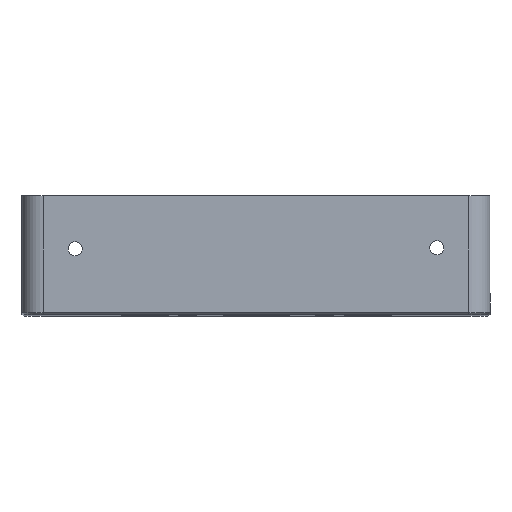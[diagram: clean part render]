
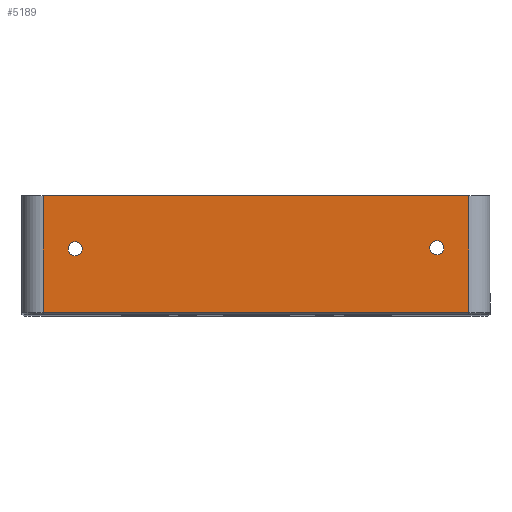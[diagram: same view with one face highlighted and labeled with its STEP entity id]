
A CAD part, top view. The second image highlights one B-rep face of the part: STEP entity #5189.
In plain terms, the highlighted planar face has unit normal (0, 0, 1).
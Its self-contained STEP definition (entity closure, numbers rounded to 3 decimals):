
#495=FACE_BOUND('',#1182,.T.);
#496=FACE_BOUND('',#1183,.T.);
#620=PLANE('',#5354);
#892=FACE_OUTER_BOUND('',#1181,.T.);
#1181=EDGE_LOOP('',(#4898,#4899,#4900,#4901));
#1182=EDGE_LOOP('',(#4902));
#1183=EDGE_LOOP('',(#4903));
#1599=LINE('',#9542,#2029);
#1612=LINE('',#9580,#2042);
#1613=LINE('',#9584,#2043);
#1614=LINE('',#9587,#2044);
#2029=VECTOR('',#6053,10.);
#2042=VECTOR('',#6102,10.);
#2043=VECTOR('',#6107,10.);
#2044=VECTOR('',#6112,10.);
#2065=CIRCLE('',#5344,1.65);
#2066=CIRCLE('',#5346,1.65);
#2571=VERTEX_POINT('',#9532);
#2573=VERTEX_POINT('',#9538);
#2578=VERTEX_POINT('',#9563);
#2579=VERTEX_POINT('',#9567);
#2581=VERTEX_POINT('',#9579);
#2582=VERTEX_POINT('',#9583);
#3334=EDGE_CURVE('',#2571,#2573,#1599,.T.);
#3345=EDGE_CURVE('',#2578,#2578,#2065,.T.);
#3347=EDGE_CURVE('',#2579,#2579,#2066,.T.);
#3353=EDGE_CURVE('',#2573,#2581,#1612,.T.);
#3355=EDGE_CURVE('',#2581,#2582,#1613,.T.);
#3357=EDGE_CURVE('',#2582,#2571,#1614,.T.);
#4898=ORIENTED_EDGE('',*,*,#3334,.F.);
#4899=ORIENTED_EDGE('',*,*,#3357,.F.);
#4900=ORIENTED_EDGE('',*,*,#3355,.F.);
#4901=ORIENTED_EDGE('',*,*,#3353,.F.);
#4902=ORIENTED_EDGE('',*,*,#3345,.T.);
#4903=ORIENTED_EDGE('',*,*,#3347,.T.);
#5189=ADVANCED_FACE('',(#892,#495,#496),#620,.T.);
#5344=AXIS2_PLACEMENT_3D('',#9564,#6082,#6083);
#5346=AXIS2_PLACEMENT_3D('',#9568,#6087,#6088);
#5354=AXIS2_PLACEMENT_3D('',#9586,#6110,#6111);
#6053=DIRECTION('',(-1.,0.,0.));
#6082=DIRECTION('center_axis',(0.,0.,-1.));
#6083=DIRECTION('ref_axis',(1.,0.,0.));
#6087=DIRECTION('center_axis',(0.,0.,-1.));
#6088=DIRECTION('ref_axis',(1.,0.,0.));
#6102=DIRECTION('',(0.,1.,0.));
#6107=DIRECTION('',(1.,0.,0.));
#6110=DIRECTION('center_axis',(0.,0.,1.));
#6111=DIRECTION('ref_axis',(-1.,0.,0.));
#6112=DIRECTION('',(0.,-1.,0.));
#9532=CARTESIAN_POINT('',(50.,-20.9,123.));
#9538=CARTESIAN_POINT('',(-50.,-20.9,123.));
#9542=CARTESIAN_POINT('',(27.5,-20.9,123.));
#9563=CARTESIAN_POINT('',(40.85,-5.669,123.));
#9564=CARTESIAN_POINT('Origin',(42.5,-5.669,123.));
#9567=CARTESIAN_POINT('',(-44.15,-5.9,123.));
#9568=CARTESIAN_POINT('Origin',(-42.5,-5.9,123.));
#9579=CARTESIAN_POINT('',(-50.,6.6,123.));
#9580=CARTESIAN_POINT('',(-50.,-18.4,123.));
#9583=CARTESIAN_POINT('',(50.,6.6,123.));
#9584=CARTESIAN_POINT('',(55.,6.6,123.));
#9586=CARTESIAN_POINT('Origin',(55.,-18.4,123.));
#9587=CARTESIAN_POINT('',(50.,-18.4,123.));
